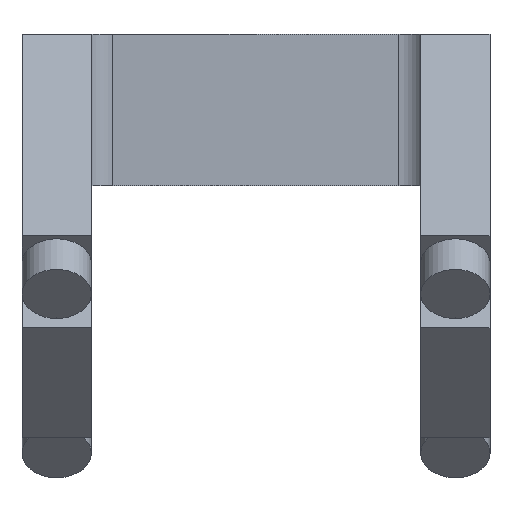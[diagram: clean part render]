
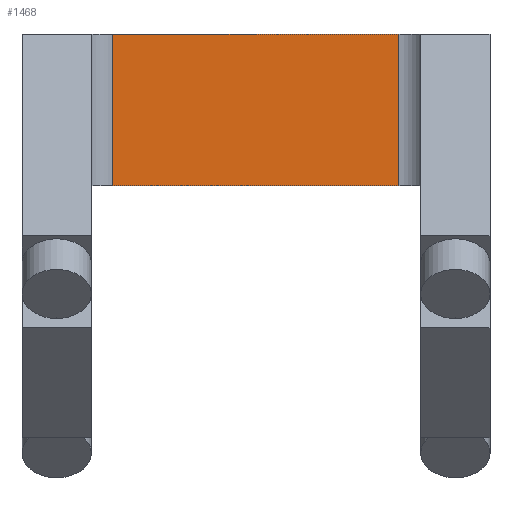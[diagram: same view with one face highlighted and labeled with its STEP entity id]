
A CAD part, front view. The second image highlights one B-rep face of the part: STEP entity #1468.
In plain terms, the highlighted planar face has unit normal (0, -1, 0).
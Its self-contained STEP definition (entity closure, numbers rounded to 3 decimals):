
#27=PLANE('',#1593);
#92=FACE_OUTER_BOUND('',#176,.T.);
#176=EDGE_LOOP('',(#1055,#1056,#1057,#1058));
#330=LINE('',#2221,#498);
#332=LINE('',#2237,#500);
#334=LINE('',#2241,#502);
#335=LINE('',#2242,#503);
#498=VECTOR('',#1772,10.);
#500=VECTOR('',#1788,10.);
#502=VECTOR('',#1792,10.);
#503=VECTOR('',#1793,10.);
#682=VERTEX_POINT('',#2218);
#683=VERTEX_POINT('',#2220);
#690=VERTEX_POINT('',#2235);
#691=VERTEX_POINT('',#2240);
#821=EDGE_CURVE('',#682,#683,#330,.T.);
#829=EDGE_CURVE('',#690,#682,#332,.T.);
#831=EDGE_CURVE('',#691,#690,#334,.T.);
#832=EDGE_CURVE('',#683,#691,#335,.T.);
#1055=ORIENTED_EDGE('',*,*,#829,.F.);
#1056=ORIENTED_EDGE('',*,*,#831,.F.);
#1057=ORIENTED_EDGE('',*,*,#832,.F.);
#1058=ORIENTED_EDGE('',*,*,#821,.F.);
#1468=ADVANCED_FACE('',(#92),#27,.F.);
#1593=AXIS2_PLACEMENT_3D('',#2239,#1790,#1791);
#1772=DIRECTION('',(-1.,0.,0.));
#1788=DIRECTION('',(0.,0.,-1.));
#1790=DIRECTION('center_axis',(0.,1.,0.));
#1791=DIRECTION('ref_axis',(-1.,0.,0.));
#1792=DIRECTION('',(1.,0.,0.));
#1793=DIRECTION('',(0.,0.,1.));
#2218=CARTESIAN_POINT('',(33.,115.,20.));
#2220=CARTESIAN_POINT('',(-33.,115.,20.));
#2221=CARTESIAN_POINT('',(19.5,115.,20.));
#2235=CARTESIAN_POINT('',(33.,115.,55.));
#2237=CARTESIAN_POINT('',(33.,115.,0.));
#2239=CARTESIAN_POINT('Origin',(39.,115.,0.));
#2240=CARTESIAN_POINT('',(-33.,115.,55.));
#2241=CARTESIAN_POINT('',(19.5,115.,55.));
#2242=CARTESIAN_POINT('',(-33.,115.,0.));
